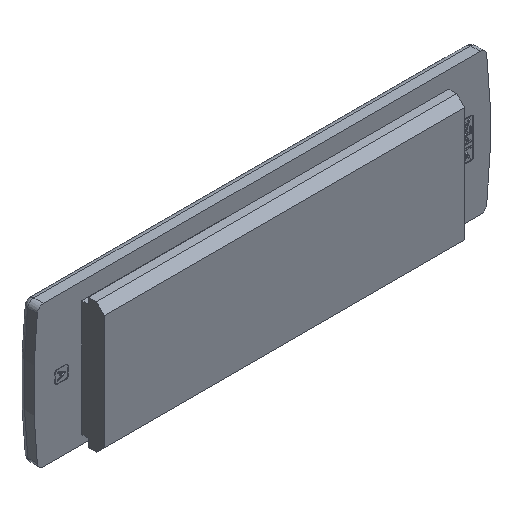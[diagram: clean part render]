
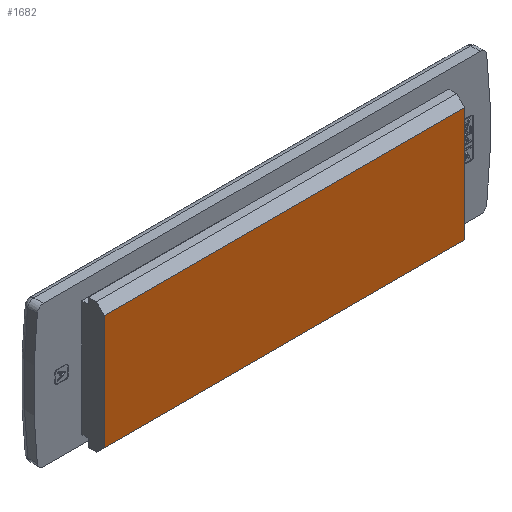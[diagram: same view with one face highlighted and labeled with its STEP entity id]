
A CAD part, isometric view. The second image highlights one B-rep face of the part: STEP entity #1682.
In plain terms, the highlighted planar face has unit normal (0, -1, 0).
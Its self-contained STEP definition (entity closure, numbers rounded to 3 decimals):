
#951=FACE_OUTER_BOUND('',#2992,.T.);
#1682=ADVANCED_FACE('KES_ECO_T1',(#951),#2428,.F.);
#2428=PLANE('',#13470);
#2992=EDGE_LOOP('',(#3858,#3859,#3860,#3861));
#3858=ORIENTED_EDGE('',*,*,#8982,.F.);
#3859=ORIENTED_EDGE('',*,*,#8983,.T.);
#3860=ORIENTED_EDGE('',*,*,#8984,.T.);
#3861=ORIENTED_EDGE('',*,*,#8985,.T.);
#7722=VERTEX_POINT('',#16419);
#7723=VERTEX_POINT('',#16420);
#7724=VERTEX_POINT('',#16422);
#7725=VERTEX_POINT('',#16424);
#8982=EDGE_CURVE('',#7722,#7723,#10900,.T.);
#8983=EDGE_CURVE('',#7722,#7724,#10901,.T.);
#8984=EDGE_CURVE('',#7724,#7725,#10902,.T.);
#8985=EDGE_CURVE('',#7725,#7723,#10903,.T.);
#10900=LINE('',#16418,#12176);
#10901=LINE('',#16421,#12177);
#10902=LINE('',#16423,#12178);
#10903=LINE('',#16425,#12179);
#12176=VECTOR('',#14038,1.);
#12177=VECTOR('',#14039,1.);
#12178=VECTOR('',#14040,1.);
#12179=VECTOR('',#14041,1.);
#13470=AXIS2_PLACEMENT_3D('',#16426,#14042,#14043);
#14038=DIRECTION('',(0.,0.,1.));
#14039=DIRECTION('',(1.,0.,0.));
#14040=DIRECTION('',(0.,0.,1.));
#14041=DIRECTION('',(-1.,0.,0.));
#14042=DIRECTION('',(0.,1.,0.));
#14043=DIRECTION('',(0.,0.,-1.));
#16418=CARTESIAN_POINT('',(-56.,0.,-21.987));
#16419=CARTESIAN_POINT('',(-56.,0.,-19.354));
#16420=CARTESIAN_POINT('',(-56.,0.,16.25));
#16421=CARTESIAN_POINT('',(56.,0.,-19.354));
#16422=CARTESIAN_POINT('',(56.,0.,-19.354));
#16423=CARTESIAN_POINT('',(56.,0.,-21.987));
#16424=CARTESIAN_POINT('',(56.,0.,16.25));
#16425=CARTESIAN_POINT('',(-56.,0.,16.25));
#16426=CARTESIAN_POINT('',(-55.75,0.,-17.75));
